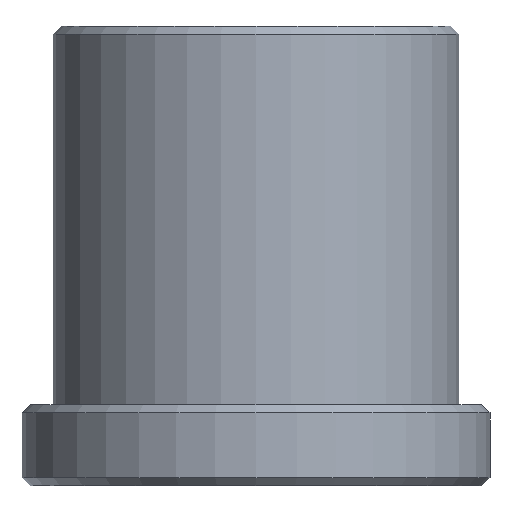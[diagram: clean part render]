
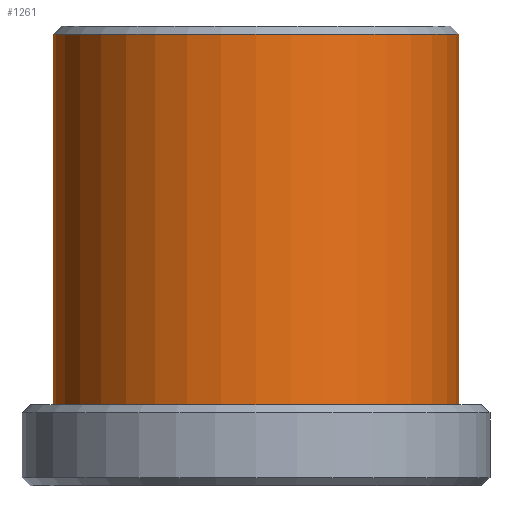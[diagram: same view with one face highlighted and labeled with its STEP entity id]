
A CAD part, front view. The second image highlights one B-rep face of the part: STEP entity #1261.
In plain terms, the highlighted cylindrical face has radius 7.5 mm (diameter 15 mm), a partial arc.
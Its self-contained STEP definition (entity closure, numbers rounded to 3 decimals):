
#65 = DIRECTION ( 'NONE',  ( 0., 0., -1. ) ) ;
#110 = EDGE_CURVE ( 'NONE', #272, #1149, #1126, .T. ) ;
#113 = ORIENTED_EDGE ( 'NONE', *, *, #1429, .F. ) ;
#124 = CIRCLE ( 'NONE', #1323, 7.5 ) ;
#131 = EDGE_CURVE ( 'NONE', #1149, #1393, #805, .T. ) ;
#218 = ORIENTED_EDGE ( 'NONE', *, *, #131, .T. ) ;
#260 = CYLINDRICAL_SURFACE ( 'NONE', #740, 7.5 ) ;
#272 = VERTEX_POINT ( 'NONE', #1012 ) ;
#301 = CARTESIAN_POINT ( 'NONE',  ( -7.5, 0., 16.7 ) ) ;
#491 = VECTOR ( 'NONE', #669, 1000. ) ;
#504 = ORIENTED_EDGE ( 'NONE', *, *, #110, .T. ) ;
#535 = CARTESIAN_POINT ( 'NONE',  ( 0., 0., 3. ) ) ;
#598 = CARTESIAN_POINT ( 'NONE',  ( 7.5, 0., 17. ) ) ;
#606 = ORIENTED_EDGE ( 'NONE', *, *, #942, .F. ) ;
#627 = CARTESIAN_POINT ( 'NONE',  ( 0., 0., 17. ) ) ;
#643 = DIRECTION ( 'NONE',  ( 1., 0., 0. ) ) ;
#649 = DIRECTION ( 'NONE',  ( 0., 0., -1. ) ) ;
#654 = CARTESIAN_POINT ( 'NONE',  ( 0., 0., 16.7 ) ) ;
#659 = DIRECTION ( 'NONE',  ( -1., 0., 0. ) ) ;
#669 = DIRECTION ( 'NONE',  ( 0., 0., -1. ) ) ;
#740 = AXIS2_PLACEMENT_3D ( 'NONE', #627, #65, #742 ) ;
#742 = DIRECTION ( 'NONE',  ( -1., 0., 0. ) ) ;
#801 = AXIS2_PLACEMENT_3D ( 'NONE', #654, #649, #643 ) ;
#805 = LINE ( 'NONE', #871, #491 ) ;
#809 = EDGE_LOOP ( 'NONE', ( #606, #504, #218, #113 ) ) ;
#862 = FACE_OUTER_BOUND ( 'NONE', #809, .T. ) ;
#871 = CARTESIAN_POINT ( 'NONE',  ( -7.5, 0., 17. ) ) ;
#942 = EDGE_CURVE ( 'NONE', #272, #1058, #1174, .T. ) ;
#1012 = CARTESIAN_POINT ( 'NONE',  ( 7.5, 0., 16.7 ) ) ;
#1058 = VERTEX_POINT ( 'NONE', #1293 ) ;
#1126 = CIRCLE ( 'NONE', #801, 7.5 ) ;
#1149 = VERTEX_POINT ( 'NONE', #301 ) ;
#1174 = LINE ( 'NONE', #598, #1204 ) ;
#1204 = VECTOR ( 'NONE', #1262, 1000. ) ;
#1261 = ADVANCED_FACE ( 'NONE', ( #862 ), #260, .T. ) ;
#1262 = DIRECTION ( 'NONE',  ( 0., 0., -1. ) ) ;
#1293 = CARTESIAN_POINT ( 'NONE',  ( 7.5, 0., 3. ) ) ;
#1321 = DIRECTION ( 'NONE',  ( 0., 0., -1. ) ) ;
#1323 = AXIS2_PLACEMENT_3D ( 'NONE', #535, #1321, #659 ) ;
#1393 = VERTEX_POINT ( 'NONE', #1423 ) ;
#1423 = CARTESIAN_POINT ( 'NONE',  ( -7.5, 0., 3. ) ) ;
#1429 = EDGE_CURVE ( 'NONE', #1058, #1393, #124, .T. ) ;
